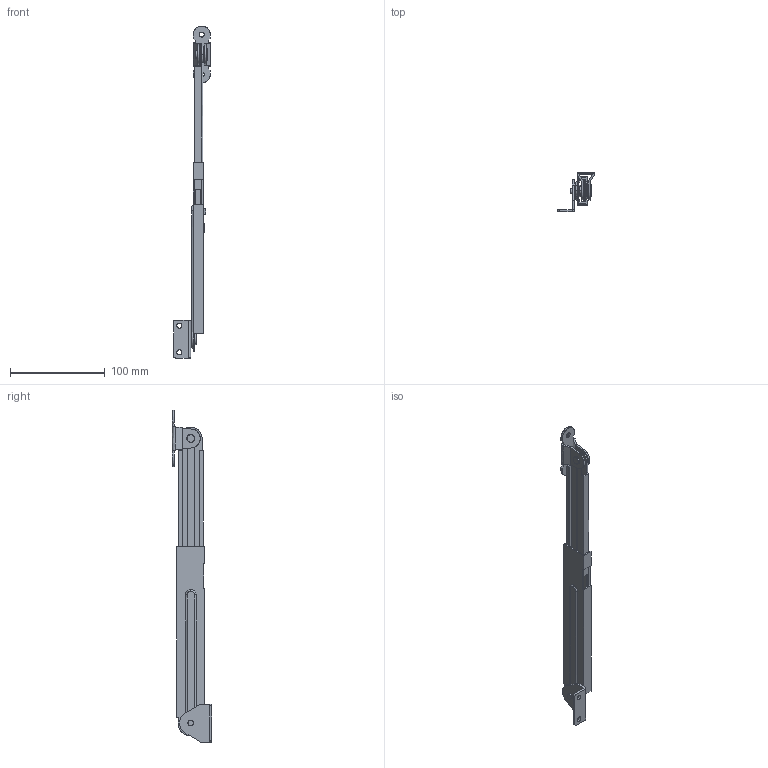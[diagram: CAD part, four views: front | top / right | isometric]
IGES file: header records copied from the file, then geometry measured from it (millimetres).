
Start section: SolidWorks IGES file using analytic representation for surfaces
Global section: file name: B-1460-3.IGS, 1; native system: 5HSolidWorks 2011; preprocessor: SolidWorks 2011; author: 1337yo; date: 120201.151748; units: millimetre
Bounding box: 38.85 x 41.5 x 350 mm (x, y, z)
Surface area: 51533.4 mm2 (no closed solid volume)
Topology: 0 solids, 0 shells, 245 faces, 3620 edges, 3620 vertices
Faces by surface type: bspline 153, revolution 92
